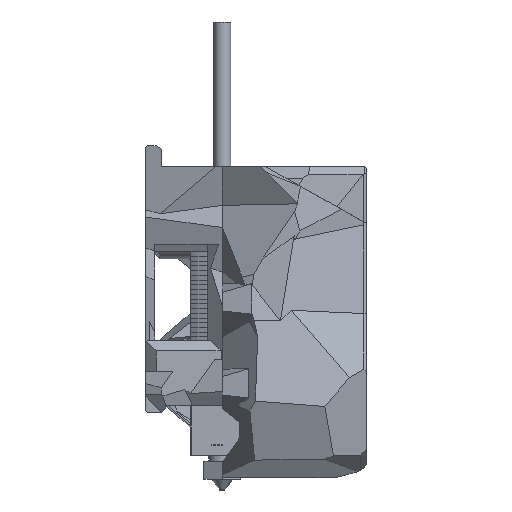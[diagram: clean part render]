
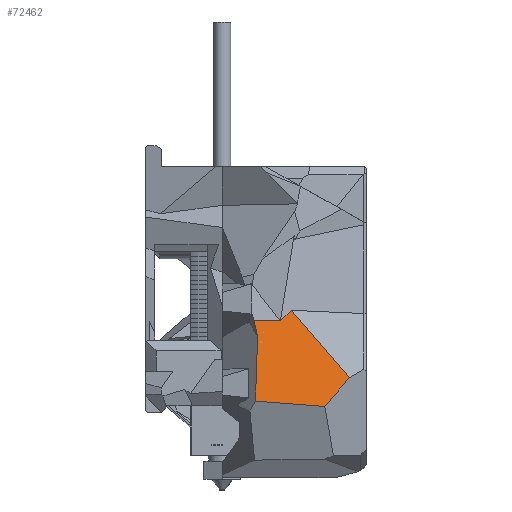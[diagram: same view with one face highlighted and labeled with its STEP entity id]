
A CAD part, left-side view. The second image highlights one B-rep face of the part: STEP entity #72462.
In plain terms, the highlighted planar face has unit normal (-0.966, 0, 0.261).
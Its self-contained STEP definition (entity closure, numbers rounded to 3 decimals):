
#2418=PLANE('',#76765);
#8011=FACE_OUTER_BOUND('',#11855,.T.);
#11855=EDGE_LOOP('',(#59414,#59415,#59416,#59417,#59418,#59419,#59420,#59421));
#17445=LINE('',#127787,#25111);
#17564=LINE('',#138282,#25230);
#17567=LINE('',#138288,#25233);
#17637=LINE('',#138427,#25303);
#17638=LINE('',#138429,#25304);
#17672=LINE('',#141181,#25338);
#17674=LINE('',#141184,#25340);
#17675=LINE('',#141186,#25341);
#25111=VECTOR('',#86878,10.);
#25230=VECTOR('',#87207,10.);
#25233=VECTOR('',#87214,10.);
#25303=VECTOR('',#87336,10.);
#25304=VECTOR('',#87339,10.);
#25338=VECTOR('',#87411,10.);
#25340=VECTOR('',#87415,10.);
#25341=VECTOR('',#87418,10.);
#33397=VERTEX_POINT('',#127784);
#33398=VERTEX_POINT('',#127786);
#33671=VERTEX_POINT('',#138278);
#33672=VERTEX_POINT('',#138280);
#33673=VERTEX_POINT('',#138286);
#33715=VERTEX_POINT('',#138423);
#33716=VERTEX_POINT('',#138425);
#33748=VERTEX_POINT('',#141180);
#42391=EDGE_CURVE('',#33397,#33398,#17445,.T.);
#42789=EDGE_CURVE('',#33672,#33671,#17564,.T.);
#42792=EDGE_CURVE('',#33673,#33672,#17567,.T.);
#42862=EDGE_CURVE('',#33716,#33715,#17637,.T.);
#42863=EDGE_CURVE('',#33716,#33671,#17638,.F.);
#42925=EDGE_CURVE('',#33715,#33748,#17672,.T.);
#42927=EDGE_CURVE('',#33397,#33748,#17674,.T.);
#42928=EDGE_CURVE('',#33398,#33673,#17675,.T.);
#59414=ORIENTED_EDGE('',*,*,#42927,.T.);
#59415=ORIENTED_EDGE('',*,*,#42925,.F.);
#59416=ORIENTED_EDGE('',*,*,#42862,.F.);
#59417=ORIENTED_EDGE('',*,*,#42863,.T.);
#59418=ORIENTED_EDGE('',*,*,#42789,.F.);
#59419=ORIENTED_EDGE('',*,*,#42792,.F.);
#59420=ORIENTED_EDGE('',*,*,#42928,.F.);
#59421=ORIENTED_EDGE('',*,*,#42391,.F.);
#72462=ADVANCED_FACE('',(#8011),#2418,.F.);
#76765=AXIS2_PLACEMENT_3D('',#141185,#87416,#87417);
#86878=DIRECTION('',(-0.2,0.64,-0.742));
#87207=DIRECTION('',(0.254,0.23,0.94));
#87214=DIRECTION('',(0.26,-0.033,0.965));
#87336=DIRECTION('',(-0.21,-0.59,-0.779));
#87339=DIRECTION('',(0.,-1.,0.));
#87411=DIRECTION('',(0.185,-0.705,0.685));
#87415=DIRECTION('',(0.2,0.64,0.742));
#87416=DIRECTION('center_axis',(0.965,0.,
-0.261));
#87417=DIRECTION('ref_axis',(-0.261,0.,-0.965));
#87418=DIRECTION('',(0.02,0.997,0.075));
#127784=CARTESIAN_POINT('',(-34.062,-24.186,21.352));
#127786=CARTESIAN_POINT('',(-35.534,-19.483,15.897));
#127787=CARTESIAN_POINT('',(-34.793,-21.852,18.645));
#138278=CARTESIAN_POINT('',(-31.121,-5.979,32.254));
#138280=CARTESIAN_POINT('',(-31.929,-6.712,29.257));
#138282=CARTESIAN_POINT('',(-27.9,-3.061,44.189));
#138286=CARTESIAN_POINT('',(-35.265,-6.292,16.896));
#138288=CARTESIAN_POINT('',(-30.401,-6.905,34.919));
#138423=CARTESIAN_POINT('',(-31.151,-11.042,32.142));
#138425=CARTESIAN_POINT('',(-31.121,-10.956,32.254));
#138427=CARTESIAN_POINT('',(-31.026,-10.692,32.604));
#138429=CARTESIAN_POINT('',(-31.121,-27.5,32.254));
#141180=CARTESIAN_POINT('',(-30.604,-13.131,34.17));
#141181=CARTESIAN_POINT('',(-28.391,-21.577,42.369));
#141184=CARTESIAN_POINT('',(-33.525,-22.468,23.344));
#141185=CARTESIAN_POINT('Origin',(-31.121,-27.5,32.254));
#141186=CARTESIAN_POINT('',(-35.564,-20.969,15.785));
